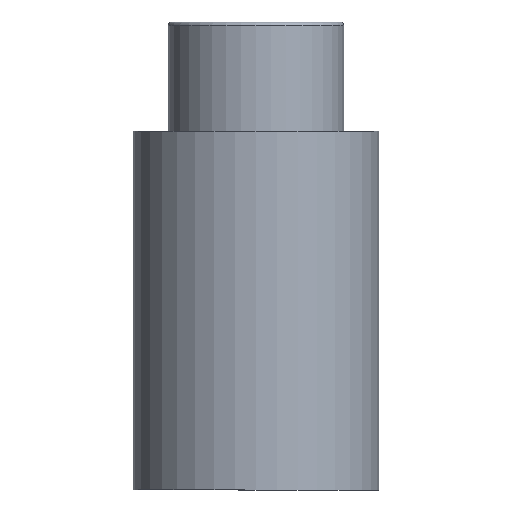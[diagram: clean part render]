
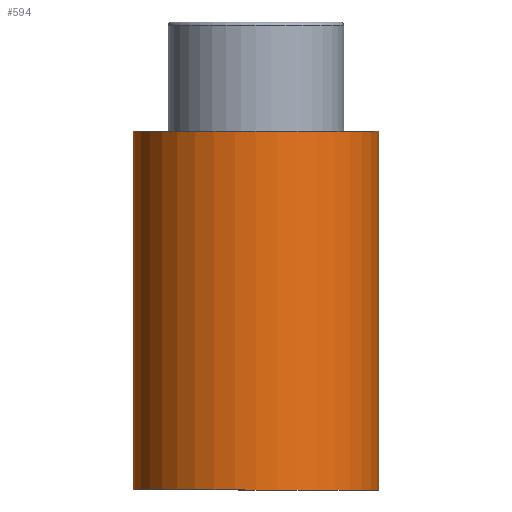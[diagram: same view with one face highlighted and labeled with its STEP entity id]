
A CAD part, front view. The second image highlights one B-rep face of the part: STEP entity #594.
In plain terms, the highlighted cylindrical face has radius 31.5 mm (diameter 63 mm), a partial arc.
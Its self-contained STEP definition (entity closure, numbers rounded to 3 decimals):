
#75 = VERTEX_POINT ( 'NONE', #518 ) ;
#77 = VERTEX_POINT ( 'NONE', #490 ) ;
#104 = AXIS2_PLACEMENT_3D ( 'NONE', #1222, #1273, #1208 ) ;
#133 = LINE ( 'NONE', #1291, #925 ) ;
#203 = EDGE_LOOP ( 'NONE', ( #540, #786, #981, #1174 ) ) ;
#207 = DIRECTION ( 'NONE',  ( -1., 0., 0. ) ) ;
#275 = AXIS2_PLACEMENT_3D ( 'NONE', #282, #1000, #207 ) ;
#282 = CARTESIAN_POINT ( 'NONE',  ( 0., 0., 92. ) ) ;
#307 = DIRECTION ( 'NONE',  ( 0., 0., -1. ) ) ;
#358 = CARTESIAN_POINT ( 'NONE',  ( 31.5, 0., 0. ) ) ;
#372 = VERTEX_POINT ( 'NONE', #358 ) ;
#382 = CARTESIAN_POINT ( 'NONE',  ( -31.5, 0., 92. ) ) ;
#395 = DIRECTION ( 'NONE',  ( 0., 0., -1. ) ) ;
#442 = DIRECTION ( 'NONE',  ( -1., 0., 0. ) ) ;
#459 = EDGE_CURVE ( 'NONE', #75, #372, #906, .T. ) ;
#464 = EDGE_CURVE ( 'NONE', #1073, #77, #133, .T. ) ;
#490 = CARTESIAN_POINT ( 'NONE',  ( -31.5, 0., 0. ) ) ;
#517 = DIRECTION ( 'NONE',  ( 0., 0., -1. ) ) ;
#518 = CARTESIAN_POINT ( 'NONE',  ( 31.5, 0., 92. ) ) ;
#540 = ORIENTED_EDGE ( 'NONE', *, *, #459, .F. ) ;
#587 = EDGE_CURVE ( 'NONE', #372, #77, #668, .T. ) ;
#594 = ADVANCED_FACE ( 'NONE', ( #678 ), #735, .T. ) ;
#619 = EDGE_CURVE ( 'NONE', #75, #1073, #680, .T. ) ;
#668 = CIRCLE ( 'NONE', #104, 31.5 ) ;
#678 = FACE_OUTER_BOUND ( 'NONE', #203, .T. ) ;
#680 = CIRCLE ( 'NONE', #275, 31.5 ) ;
#699 = AXIS2_PLACEMENT_3D ( 'NONE', #842, #395, #442 ) ;
#711 = CARTESIAN_POINT ( 'NONE',  ( 31.5, 0., 0. ) ) ;
#721 = VECTOR ( 'NONE', #307, 1000. ) ;
#735 = CYLINDRICAL_SURFACE ( 'NONE', #699, 31.5 ) ;
#786 = ORIENTED_EDGE ( 'NONE', *, *, #619, .T. ) ;
#842 = CARTESIAN_POINT ( 'NONE',  ( 0., 0., 0. ) ) ;
#906 = LINE ( 'NONE', #711, #721 ) ;
#925 = VECTOR ( 'NONE', #517, 1000. ) ;
#981 = ORIENTED_EDGE ( 'NONE', *, *, #464, .T. ) ;
#1000 = DIRECTION ( 'NONE',  ( 0., 0., -1. ) ) ;
#1073 = VERTEX_POINT ( 'NONE', #382 ) ;
#1174 = ORIENTED_EDGE ( 'NONE', *, *, #587, .F. ) ;
#1208 = DIRECTION ( 'NONE',  ( -1., 0., 0. ) ) ;
#1222 = CARTESIAN_POINT ( 'NONE',  ( 0., 0., 0. ) ) ;
#1273 = DIRECTION ( 'NONE',  ( 0., 0., -1. ) ) ;
#1291 = CARTESIAN_POINT ( 'NONE',  ( -31.5, 0., 0. ) ) ;
